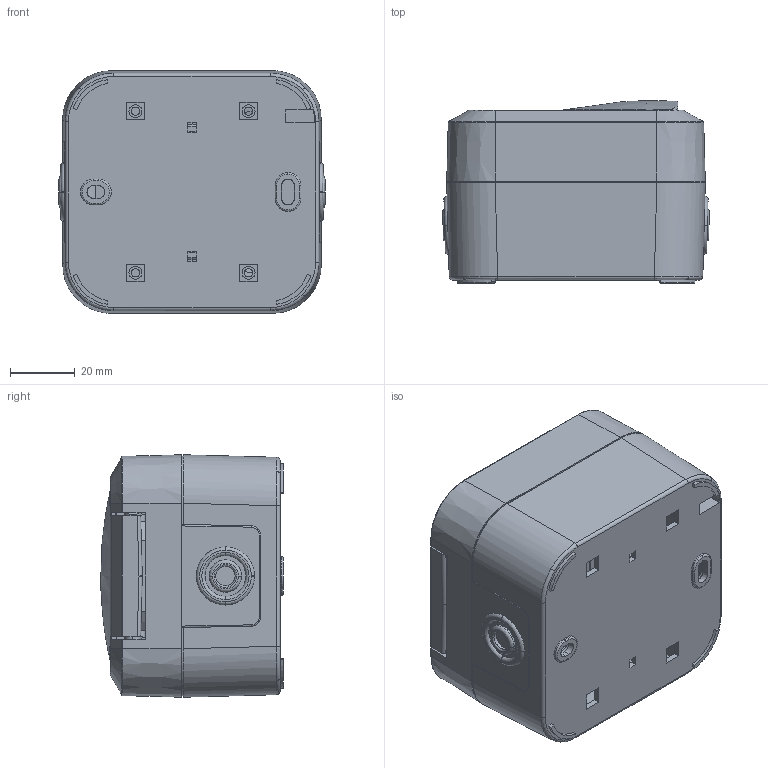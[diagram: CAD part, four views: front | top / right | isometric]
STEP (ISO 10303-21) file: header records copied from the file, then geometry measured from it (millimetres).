
FILE_DESCRIPTION (( 'STEP AP203' ), '1' );
FILE_NAME ('TORS Ðîçåòêà 1-ÿ ñ ç_ê êð. 16À IP55 .STEP', '2025-01-30T14:19:25', ( '' ), ( '' ), 'SwSTEP 2.0', 'SolidWorks 2022', '' );
FILE_SCHEMA (( 'CONFIG_CONTROL_DESIGN' ));
Length unit declared in the file: millimetre
Products named in the file (1): TORS Розетка 1-я с з_к кр. 16А IP55 
Bounding box: 82.52 x 56.46 x 75 mm (x, y, z)
Surface area: 105960.4 mm2 (no closed solid volume)
Topology: 0 solids, 16 shells, 1978 faces, 5366 edges, 3420 vertices
Faces by surface type: plane 1232, cylinder 439, cone 128, bspline 65, torus 59, sphere 55
Full cylindrical faces by diameter (mm): 15.8 x1
Entity records: 73395 total; most frequent: CARTESIAN_POINT 26704, ORIENTED_EDGE 10665, DIRECTION 8185, EDGE_CURVE 5349, VERTEX_POINT 3416, VECTOR 2947, LINE 2947, AXIS2_PLACEMENT_3D 2619
